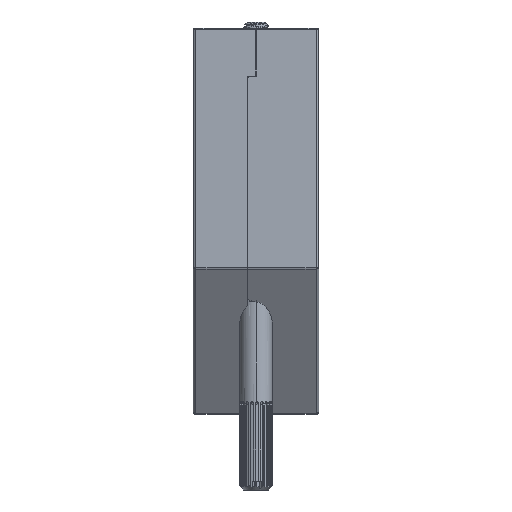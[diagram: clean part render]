
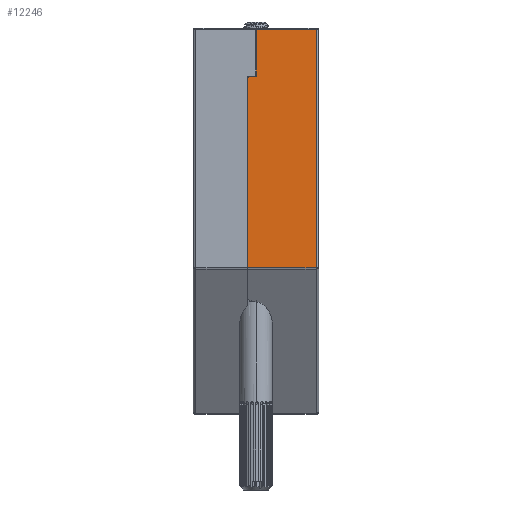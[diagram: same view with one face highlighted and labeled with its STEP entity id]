
A CAD part, left-side view. The second image highlights one B-rep face of the part: STEP entity #12246.
In plain terms, the highlighted planar face has unit normal (-1, 0, 0).
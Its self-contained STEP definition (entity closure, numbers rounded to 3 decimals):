
#1120 = VERTEX_POINT ( 'NONE', #13356 ) ;
#1871 = CARTESIAN_POINT ( 'NONE',  ( -17., 0.3, -27.911 ) ) ;
#2093 = DIRECTION ( 'NONE',  ( 0., 0., -1. ) ) ;
#2551 = DIRECTION ( 'NONE',  ( 0., -1., 0. ) ) ;
#3947 = EDGE_CURVE ( 'NONE', #13677, #30678, #29251, .T. ) ;
#3984 = CARTESIAN_POINT ( 'NONE',  ( -17., 7.3, -5.6 ) ) ;
#4689 = VECTOR ( 'NONE', #2551, 1000. ) ;
#6236 = VECTOR ( 'NONE', #9778, 1000. ) ;
#6515 = DIRECTION ( 'NONE',  ( 0., 0., 1. ) ) ;
#7519 = CARTESIAN_POINT ( 'NONE',  ( -17., 7.3, 0. ) ) ;
#8058 = EDGE_CURVE ( 'NONE', #1120, #28582, #16851, .T. ) ;
#8738 = DIRECTION ( 'NONE',  ( 0., -1., 0. ) ) ;
#8797 = CARTESIAN_POINT ( 'NONE',  ( -17., 8.3, -28. ) ) ;
#9778 = DIRECTION ( 'NONE',  ( 0., 0., 1. ) ) ;
#9875 = ORIENTED_EDGE ( 'NONE', *, *, #13603, .T. ) ;
#10329 = CARTESIAN_POINT ( 'NONE',  ( -17., 7.8, -5.6 ) ) ;
#10553 = VECTOR ( 'NONE', #17789, 1000. ) ;
#11216 = ORIENTED_EDGE ( 'NONE', *, *, #12177, .F. ) ;
#11818 = AXIS2_PLACEMENT_3D ( 'NONE', #12012, #29376, #2093 ) ;
#12012 = CARTESIAN_POINT ( 'NONE',  ( -17., 7.8, -6.1 ) ) ;
#12177 = EDGE_CURVE ( 'NONE', #13677, #19520, #17768, .T. ) ;
#12246 = ADVANCED_FACE ( 'NONE', ( #20408 ), #17458, .F. ) ;
#13140 = LINE ( 'NONE', #23383, #30962 ) ;
#13356 = CARTESIAN_POINT ( 'NONE',  ( -17., 8.3, -27.911 ) ) ;
#13603 = EDGE_CURVE ( 'NONE', #32727, #31082, #28803, .T. ) ;
#13649 = CARTESIAN_POINT ( 'NONE',  ( -17., 0.3, -0.15 ) ) ;
#13677 = VERTEX_POINT ( 'NONE', #10329 ) ;
#13793 = LINE ( 'NONE', #8797, #6236 ) ;
#14955 = EDGE_CURVE ( 'NONE', #28582, #32727, #29676, .T. ) ;
#15278 = AXIS2_PLACEMENT_3D ( 'NONE', #7519, #22403, #32490 ) ;
#16075 = CARTESIAN_POINT ( 'NONE',  ( -17., 7.3, -0.15 ) ) ;
#16503 = ORIENTED_EDGE ( 'NONE', *, *, #17635, .F. ) ;
#16851 = LINE ( 'NONE', #29402, #26316 ) ;
#16887 = CARTESIAN_POINT ( 'NONE',  ( -17., 8.3, -6.1 ) ) ;
#17250 = ORIENTED_EDGE ( 'NONE', *, *, #8058, .T. ) ;
#17257 = ORIENTED_EDGE ( 'NONE', *, *, #3947, .T. ) ;
#17458 = PLANE ( 'NONE',  #15278 ) ;
#17635 = EDGE_CURVE ( 'NONE', #1120, #30678, #13793, .T. ) ;
#17768 = LINE ( 'NONE', #30014, #4689 ) ;
#17789 = DIRECTION ( 'NONE',  ( 0., 1., 0. ) ) ;
#19322 = CARTESIAN_POINT ( 'NONE',  ( -17., 7.3, -0.15 ) ) ;
#19520 = VERTEX_POINT ( 'NONE', #3984 ) ;
#20408 = FACE_OUTER_BOUND ( 'NONE', #28694, .T. ) ;
#22403 = DIRECTION ( 'NONE',  ( 1., 0., 0. ) ) ;
#22458 = ORIENTED_EDGE ( 'NONE', *, *, #30617, .F. ) ;
#22732 = DIRECTION ( 'NONE',  ( 0., 0., 1. ) ) ;
#23180 = VECTOR ( 'NONE', #6515, 1000. ) ;
#23383 = CARTESIAN_POINT ( 'NONE',  ( -17., 7.3, 0. ) ) ;
#24694 = CARTESIAN_POINT ( 'NONE',  ( -17., 0.3, 0. ) ) ;
#26316 = VECTOR ( 'NONE', #8738, 1000. ) ;
#28582 = VERTEX_POINT ( 'NONE', #1871 ) ;
#28694 = EDGE_LOOP ( 'NONE', ( #32525, #9875, #22458, #11216, #17257, #16503, #17250 ) ) ;
#28803 = LINE ( 'NONE', #16075, #10553 ) ;
#29251 = CIRCLE ( 'NONE', #11818, 0.5 ) ;
#29376 = DIRECTION ( 'NONE',  ( -1., 0., 0. ) ) ;
#29402 = CARTESIAN_POINT ( 'NONE',  ( -17., 7.3, -27.911 ) ) ;
#29676 = LINE ( 'NONE', #24694, #23180 ) ;
#30014 = CARTESIAN_POINT ( 'NONE',  ( -17., 8.3, -5.6 ) ) ;
#30617 = EDGE_CURVE ( 'NONE', #19520, #31082, #13140, .T. ) ;
#30678 = VERTEX_POINT ( 'NONE', #16887 ) ;
#30962 = VECTOR ( 'NONE', #22732, 1000. ) ;
#31082 = VERTEX_POINT ( 'NONE', #19322 ) ;
#32490 = DIRECTION ( 'NONE',  ( 0., 0., -1. ) ) ;
#32525 = ORIENTED_EDGE ( 'NONE', *, *, #14955, .T. ) ;
#32727 = VERTEX_POINT ( 'NONE', #13649 ) ;
